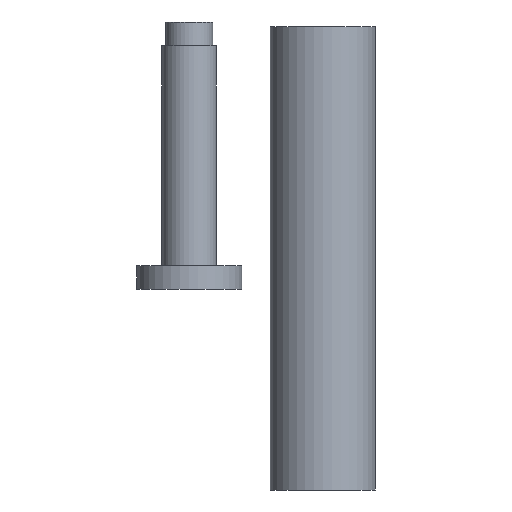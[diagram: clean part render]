
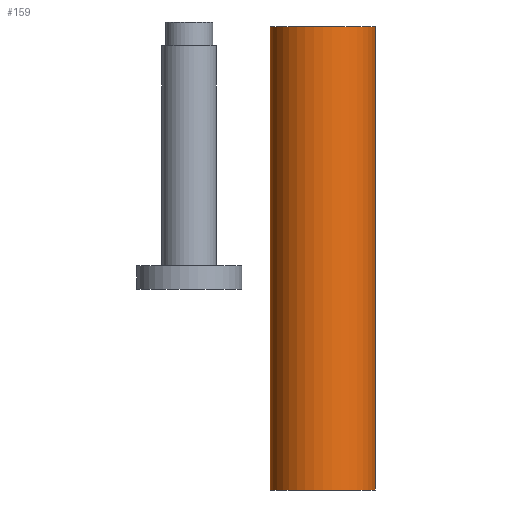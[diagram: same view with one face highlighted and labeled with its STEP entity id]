
A CAD part, front view. The second image highlights one B-rep face of the part: STEP entity #159.
In plain terms, the highlighted cylindrical face has radius 11 mm (diameter 22 mm), a full revolution.
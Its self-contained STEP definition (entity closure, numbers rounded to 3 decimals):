
#18=LINE('',#273,#24);
#24=VECTOR('',#220,11.);
#30=CYLINDRICAL_SURFACE('',#180,11.);
#43=FACE_OUTER_BOUND('',#58,.T.);
#58=EDGE_LOOP('',(#121,#122,#123,#124));
#73=CIRCLE('',#176,11.);
#76=CIRCLE('',#181,11.);
#85=VERTEX_POINT('',#262);
#88=VERTEX_POINT('',#271);
#97=EDGE_CURVE('',#85,#85,#73,.T.);
#101=EDGE_CURVE('',#88,#88,#76,.T.);
#102=EDGE_CURVE('',#88,#85,#18,.T.);
#121=ORIENTED_EDGE('',*,*,#101,.F.);
#122=ORIENTED_EDGE('',*,*,#102,.T.);
#123=ORIENTED_EDGE('',*,*,#97,.F.);
#124=ORIENTED_EDGE('',*,*,#102,.F.);
#159=ADVANCED_FACE('',(#43),#30,.T.);
#176=AXIS2_PLACEMENT_3D('',#263,#207,#208);
#180=AXIS2_PLACEMENT_3D('',#270,#216,#217);
#181=AXIS2_PLACEMENT_3D('',#272,#218,#219);
#207=DIRECTION('center_axis',(0.,0.,-1.));
#208=DIRECTION('ref_axis',(1.,0.,0.));
#216=DIRECTION('center_axis',(0.,0.,1.));
#217=DIRECTION('ref_axis',(1.,0.,0.));
#218=DIRECTION('center_axis',(0.,0.,1.));
#219=DIRECTION('ref_axis',(1.,0.,0.));
#220=DIRECTION('',(0.,0.,-1.));
#262=CARTESIAN_POINT('',(-281.,-100.,-42.));
#263=CARTESIAN_POINT('Origin',(-270.,-100.,-42.));
#270=CARTESIAN_POINT('Origin',(-270.,-100.,0.));
#271=CARTESIAN_POINT('',(-281.,-100.,55.));
#272=CARTESIAN_POINT('Origin',(-270.,-100.,55.));
#273=CARTESIAN_POINT('',(-281.,-100.,0.));
